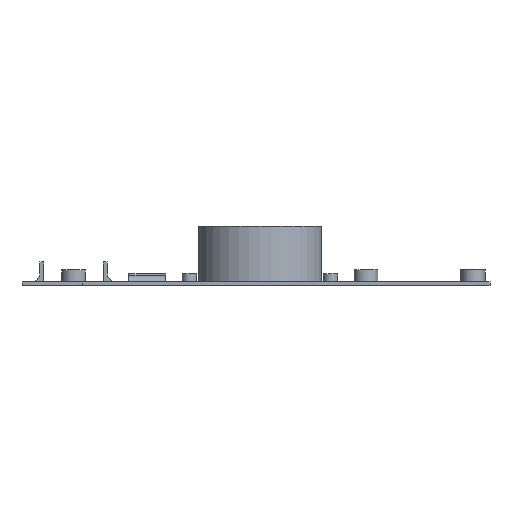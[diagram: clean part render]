
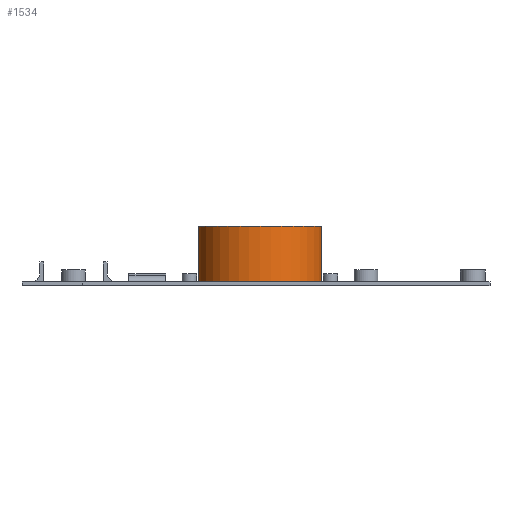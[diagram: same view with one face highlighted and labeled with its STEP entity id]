
A CAD part, front view. The second image highlights one B-rep face of the part: STEP entity #1534.
In plain terms, the highlighted cylindrical face has radius 16 mm (diameter 32 mm), a partial arc.
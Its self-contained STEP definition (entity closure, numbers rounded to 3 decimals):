
#187=FACE_OUTER_BOUND('',#300,.T.);
#300=EDGE_LOOP('',(#1417,#1418,#1419,#1420));
#445=LINE('',#2543,#596);
#451=LINE('',#2555,#602);
#596=VECTOR('',#2107,10.);
#602=VECTOR('',#2115,10.);
#658=CIRCLE('',#1689,16.);
#659=CIRCLE('',#1691,16.);
#789=VERTEX_POINT('',#2539);
#791=VERTEX_POINT('',#2542);
#794=VERTEX_POINT('',#2549);
#796=VERTEX_POINT('',#2553);
#994=EDGE_CURVE('',#791,#789,#445,.T.);
#1000=EDGE_CURVE('',#794,#796,#451,.T.);
#1003=EDGE_CURVE('',#789,#794,#658,.T.);
#1004=EDGE_CURVE('',#791,#796,#659,.T.);
#1417=ORIENTED_EDGE('',*,*,#994,.T.);
#1418=ORIENTED_EDGE('',*,*,#1003,.T.);
#1419=ORIENTED_EDGE('',*,*,#1000,.T.);
#1420=ORIENTED_EDGE('',*,*,#1004,.F.);
#1448=CYLINDRICAL_SURFACE('',#1692,16.);
#1534=ADVANCED_FACE('',(#187),#1448,.T.);
#1689=AXIS2_PLACEMENT_3D('',#2560,#2124,#2125);
#1691=AXIS2_PLACEMENT_3D('',#2562,#2128,#2129);
#1692=AXIS2_PLACEMENT_3D('',#2563,#2130,#2131);
#2107=DIRECTION('',(0.,0.,-1.));
#2115=DIRECTION('',(0.,0.,1.));
#2124=DIRECTION('center_axis',(0.,0.,1.));
#2125=DIRECTION('ref_axis',(1.,0.,0.));
#2128=DIRECTION('center_axis',(0.,0.,1.));
#2129=DIRECTION('ref_axis',(1.,0.,0.));
#2130=DIRECTION('center_axis',(0.,0.,1.));
#2131=DIRECTION('ref_axis',(1.,0.,0.));
#2539=CARTESIAN_POINT('',(-15.612,-3.5,0.));
#2542=CARTESIAN_POINT('',(-15.612,-3.5,15.));
#2543=CARTESIAN_POINT('',(-15.612,-3.5,0.));
#2549=CARTESIAN_POINT('',(15.612,-3.5,0.));
#2553=CARTESIAN_POINT('',(15.612,-3.5,15.));
#2555=CARTESIAN_POINT('',(15.612,-3.5,0.));
#2560=CARTESIAN_POINT('Origin',(0.,0.,0.));
#2562=CARTESIAN_POINT('Origin',(0.,0.,15.));
#2563=CARTESIAN_POINT('Origin',(0.,0.,0.));
